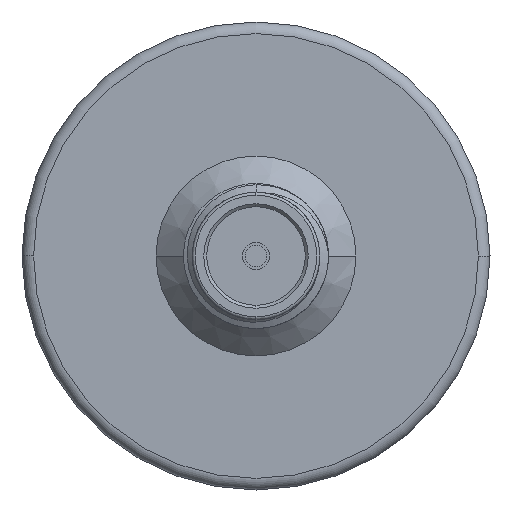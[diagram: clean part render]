
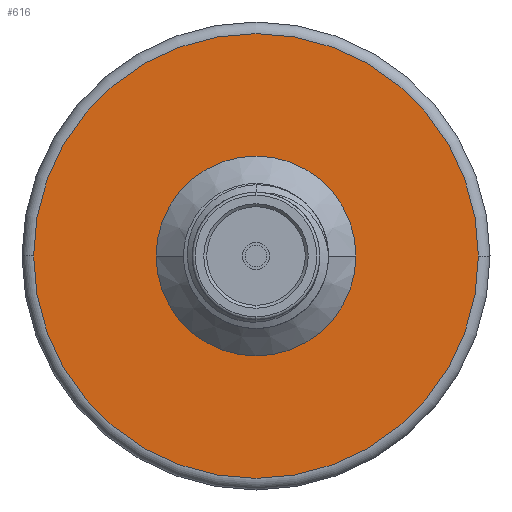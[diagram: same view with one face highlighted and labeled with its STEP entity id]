
A CAD part, left-side view. The second image highlights one B-rep face of the part: STEP entity #616.
In plain terms, the highlighted planar face has unit normal (-1, 0, 0).
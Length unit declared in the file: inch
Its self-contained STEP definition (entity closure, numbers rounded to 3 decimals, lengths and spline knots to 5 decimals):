
#204 = EDGE_LOOP ( 'NONE', ( #5924, #3636 ) ) ;
#431 = CARTESIAN_POINT ( 'NONE',  ( 0.37447, 0.17229, 0. ) ) ;
#616 = ADVANCED_FACE ( 'NONE', ( #6292, #2983 ), #2865, .T. ) ;
#665 = CARTESIAN_POINT ( 'NONE',  ( 0.37447, 0., 0. ) ) ;
#785 = DIRECTION ( 'NONE',  ( 0., 1., 0. ) ) ;
#791 = DIRECTION ( 'NONE',  ( 0., -1., 0. ) ) ;
#878 = DIRECTION ( 'NONE',  ( 1., 0., 0. ) ) ;
#894 = CIRCLE ( 'NONE', #1157, 0.17229 ) ;
#1017 = EDGE_CURVE ( 'NONE', #5894, #6165, #6284, .T. ) ;
#1149 = EDGE_CURVE ( 'NONE', #6165, #5894, #894, .T. ) ;
#1157 = AXIS2_PLACEMENT_3D ( 'NONE', #2415, #2432, #4900 ) ;
#1283 = AXIS2_PLACEMENT_3D ( 'NONE', #4826, #3332, #791 ) ;
#1347 = CARTESIAN_POINT ( 'NONE',  ( 0.37447, -0.17229, 0. ) ) ;
#1688 = EDGE_CURVE ( 'NONE', #4971, #3668, #4067, .T. ) ;
#1977 = DIRECTION ( 'NONE',  ( -1., 0., 0. ) ) ;
#2415 = CARTESIAN_POINT ( 'NONE',  ( 0.37447, 0., 0. ) ) ;
#2432 = DIRECTION ( 'NONE',  ( 1., 0., 0. ) ) ;
#2865 = PLANE ( 'NONE',  #4428 ) ;
#2983 = FACE_BOUND ( 'NONE', #204, .T. ) ;
#3181 = DIRECTION ( 'NONE',  ( 0., -1., 0. ) ) ;
#3273 = CIRCLE ( 'NONE', #1283, 0.38354 ) ;
#3332 = DIRECTION ( 'NONE',  ( -1., 0., 0. ) ) ;
#3447 = CARTESIAN_POINT ( 'NONE',  ( 0.37447, 0.38354, 0. ) ) ;
#3539 = EDGE_CURVE ( 'NONE', #3668, #4971, #3273, .T. ) ;
#3546 = AXIS2_PLACEMENT_3D ( 'NONE', #3921, #878, #785 ) ;
#3636 = ORIENTED_EDGE ( 'NONE', *, *, #1149, .T. ) ;
#3668 = VERTEX_POINT ( 'NONE', #3447 ) ;
#3912 = EDGE_LOOP ( 'NONE', ( #4000, #4622 ) ) ;
#3921 = CARTESIAN_POINT ( 'NONE',  ( 0.37447, 0., 0. ) ) ;
#4000 = ORIENTED_EDGE ( 'NONE', *, *, #1688, .T. ) ;
#4067 = CIRCLE ( 'NONE', #5405, 0.38354 ) ;
#4428 = AXIS2_PLACEMENT_3D ( 'NONE', #6553, #1977, #5533 ) ;
#4622 = ORIENTED_EDGE ( 'NONE', *, *, #3539, .T. ) ;
#4826 = CARTESIAN_POINT ( 'NONE',  ( 0.37447, 0., 0. ) ) ;
#4900 = DIRECTION ( 'NONE',  ( 0., 1., 0. ) ) ;
#4971 = VERTEX_POINT ( 'NONE', #5082 ) ;
#5082 = CARTESIAN_POINT ( 'NONE',  ( 0.37447, -0.38354, 0. ) ) ;
#5249 = DIRECTION ( 'NONE',  ( -1., 0., 0. ) ) ;
#5405 = AXIS2_PLACEMENT_3D ( 'NONE', #665, #5249, #3181 ) ;
#5533 = DIRECTION ( 'NONE',  ( 0., -1., 0. ) ) ;
#5894 = VERTEX_POINT ( 'NONE', #431 ) ;
#5924 = ORIENTED_EDGE ( 'NONE', *, *, #1017, .T. ) ;
#6165 = VERTEX_POINT ( 'NONE', #1347 ) ;
#6284 = CIRCLE ( 'NONE', #3546, 0.17229 ) ;
#6292 = FACE_OUTER_BOUND ( 'NONE', #3912, .T. ) ;
#6553 = CARTESIAN_POINT ( 'NONE',  ( 0.37447, 0.17229, 0. ) ) ;
